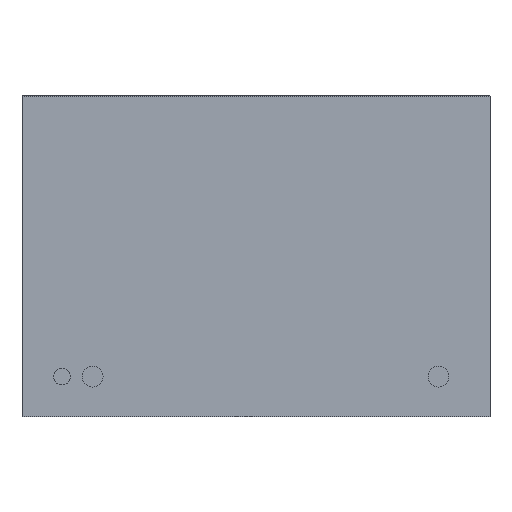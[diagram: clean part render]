
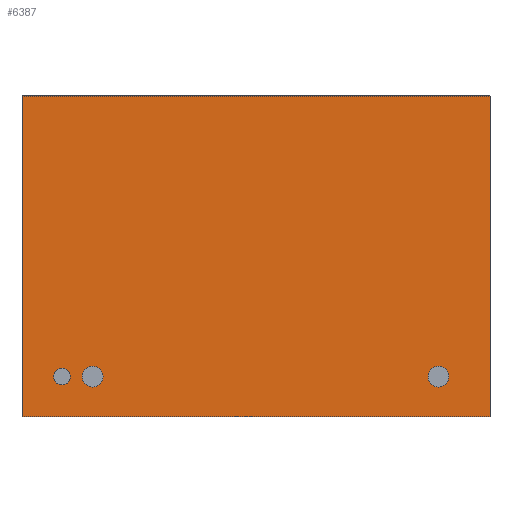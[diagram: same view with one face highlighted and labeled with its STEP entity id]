
A CAD part, front view. The second image highlights one B-rep face of the part: STEP entity #6387.
In plain terms, the highlighted planar face has unit normal (0, -1, 0).
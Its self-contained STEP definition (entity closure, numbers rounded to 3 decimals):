
#288=FACE_OUTER_BOUND('',#688,.T.);
#688=EDGE_LOOP('',(#4303,#4304,#4305,#4306));
#1108=LINE('',#9245,#1909);
#1112=LINE('',#9253,#1913);
#1115=LINE('',#9259,#1916);
#1118=LINE('',#9264,#1919);
#1909=VECTOR('',#7422,10.);
#1913=VECTOR('',#7428,10.);
#1916=VECTOR('',#7433,10.);
#1919=VECTOR('',#7438,10.);
#2694=VERTEX_POINT('',#9243);
#2695=VERTEX_POINT('',#9244);
#2698=VERTEX_POINT('',#9252);
#2700=VERTEX_POINT('',#9258);
#3326=EDGE_CURVE('',#2694,#2695,#1108,.T.);
#3330=EDGE_CURVE('',#2698,#2694,#1112,.T.);
#3333=EDGE_CURVE('',#2700,#2698,#1115,.T.);
#3336=EDGE_CURVE('',#2695,#2700,#1118,.T.);
#4303=ORIENTED_EDGE('',*,*,#3336,.F.);
#4304=ORIENTED_EDGE('',*,*,#3326,.F.);
#4305=ORIENTED_EDGE('',*,*,#3330,.F.);
#4306=ORIENTED_EDGE('',*,*,#3333,.F.);
#6030=PLANE('',#6851);
#6387=ADVANCED_FACE('',(#288),#6030,.F.);
#6851=AXIS2_PLACEMENT_3D('',#9267,#7442,#7443);
#7422=DIRECTION('',(1.,0.,0.));
#7428=DIRECTION('',(0.,0.,1.));
#7433=DIRECTION('',(-1.,0.,0.));
#7438=DIRECTION('',(0.,0.,-1.));
#7442=DIRECTION('center_axis',(0.,1.,0.));
#7443=DIRECTION('ref_axis',(0.,0.,1.));
#9243=CARTESIAN_POINT('',(-562.5,0.,17.4));
#9244=CARTESIAN_POINT('',(562.5,0.,17.4));
#9245=CARTESIAN_POINT('',(-562.5,0.,17.4));
#9252=CARTESIAN_POINT('',(-562.5,0.,-752.6));
#9253=CARTESIAN_POINT('',(-562.5,0.,-752.6));
#9258=CARTESIAN_POINT('',(562.5,0.,-752.6));
#9259=CARTESIAN_POINT('',(562.5,0.,-752.6));
#9264=CARTESIAN_POINT('',(562.5,0.,17.4));
#9267=CARTESIAN_POINT('Origin',(0.,0.,-367.6));
